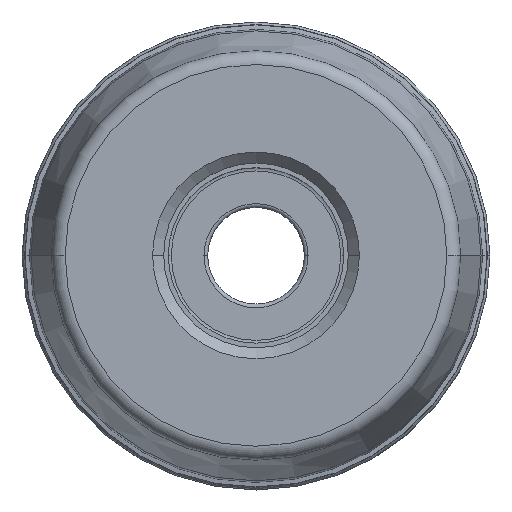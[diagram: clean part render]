
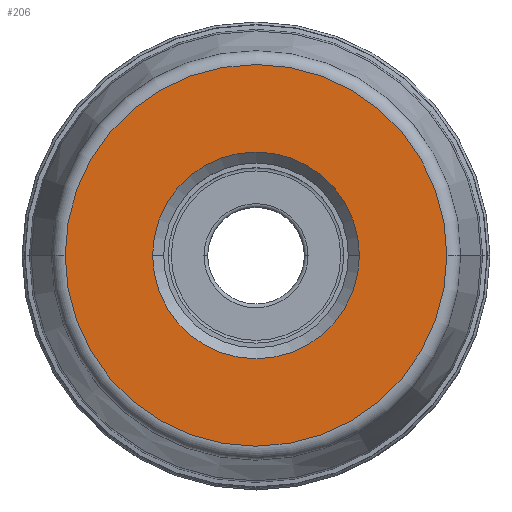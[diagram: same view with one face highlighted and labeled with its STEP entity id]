
A CAD part, top view. The second image highlights one B-rep face of the part: STEP entity #206.
In plain terms, the highlighted planar face has unit normal (0, 0, 1).
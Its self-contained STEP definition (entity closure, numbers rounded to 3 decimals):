
#28=PLANE('',#1913);
#34=FACE_BOUND('',#410,.T.);
#35=FACE_BOUND('',#411,.T.);
#206=ADVANCED_FACE('',(#34,#35),#28,.F.);
#410=EDGE_LOOP('',(#698,#699,#700,#701));
#411=EDGE_LOOP('',(#702,#703,#704,#705));
#698=ORIENTED_EDGE('',*,*,#1214,.F.);
#699=ORIENTED_EDGE('',*,*,#1212,.F.);
#700=ORIENTED_EDGE('',*,*,#1211,.T.);
#701=ORIENTED_EDGE('',*,*,#1215,.T.);
#702=ORIENTED_EDGE('',*,*,#1216,.T.);
#703=ORIENTED_EDGE('',*,*,#1217,.T.);
#704=ORIENTED_EDGE('',*,*,#1218,.T.);
#705=ORIENTED_EDGE('',*,*,#1219,.T.);
#1007=VERTEX_POINT('',#3889);
#1008=VERTEX_POINT('',#3891);
#1009=VERTEX_POINT('',#3893);
#1010=VERTEX_POINT('',#3897);
#1011=VERTEX_POINT('',#3901);
#1012=VERTEX_POINT('',#3902);
#1013=VERTEX_POINT('',#3904);
#1014=VERTEX_POINT('',#3906);
#1211=EDGE_CURVE('',#1008,#1007,#1472,.T.);
#1212=EDGE_CURVE('',#1008,#1009,#1473,.T.);
#1214=EDGE_CURVE('',#1009,#1010,#1475,.T.);
#1215=EDGE_CURVE('',#1007,#1010,#1476,.T.);
#1216=EDGE_CURVE('',#1011,#1012,#1477,.T.);
#1217=EDGE_CURVE('',#1012,#1013,#1478,.T.);
#1218=EDGE_CURVE('',#1013,#1014,#1479,.T.);
#1219=EDGE_CURVE('',#1014,#1011,#1480,.T.);
#1472=CIRCLE('',#1902,20.725);
#1473=CIRCLE('',#1903,20.725);
#1475=CIRCLE('',#1906,20.725);
#1476=CIRCLE('',#1907,20.725);
#1477=CIRCLE('',#1909,11.225);
#1478=CIRCLE('',#1910,11.225);
#1479=CIRCLE('',#1911,11.225);
#1480=CIRCLE('',#1912,11.225);
#1902=AXIS2_PLACEMENT_3D('',#3890,#2331,#2332);
#1903=AXIS2_PLACEMENT_3D('',#3892,#2333,#2334);
#1906=AXIS2_PLACEMENT_3D('',#3896,#2339,#2340);
#1907=AXIS2_PLACEMENT_3D('',#3898,#2341,#2342);
#1909=AXIS2_PLACEMENT_3D('',#3900,#2345,#2346);
#1910=AXIS2_PLACEMENT_3D('',#3903,#2347,#2348);
#1911=AXIS2_PLACEMENT_3D('',#3905,#2349,#2350);
#1912=AXIS2_PLACEMENT_3D('',#3907,#2351,#2352);
#1913=AXIS2_PLACEMENT_3D('',#3908,#2353,#2354);
#2331=DIRECTION('',(0.,0.,1.));
#2332=DIRECTION('',(1.,0.,0.));
#2333=DIRECTION('',(0.,0.,-1.));
#2334=DIRECTION('',(-1.,0.,0.));
#2339=DIRECTION('',(0.,0.,-1.));
#2340=DIRECTION('',(-1.,0.,0.));
#2341=DIRECTION('',(0.,0.,1.));
#2342=DIRECTION('',(1.,0.,0.));
#2345=DIRECTION('',(0.,0.,-1.));
#2346=DIRECTION('',(0.,-1.,0.));
#2347=DIRECTION('',(0.,0.,-1.));
#2348=DIRECTION('',(-1.,0.,0.));
#2349=DIRECTION('',(0.,0.,-1.));
#2350=DIRECTION('',(0.,1.,0.));
#2351=DIRECTION('',(0.,0.,-1.));
#2352=DIRECTION('',(1.,0.,0.));
#2353=DIRECTION('',(0.,0.,-1.));
#2354=DIRECTION('',(1.,0.,0.));
#3889=CARTESIAN_POINT('',(20.725,0.,0.));
#3890=CARTESIAN_POINT('',(0.,0.,0.));
#3891=CARTESIAN_POINT('',(20.725,-0.02,0.));
#3892=CARTESIAN_POINT('',(0.,0.,0.));
#3893=CARTESIAN_POINT('',(-20.725,0.,0.));
#3896=CARTESIAN_POINT('',(0.,0.,0.));
#3897=CARTESIAN_POINT('',(-20.725,0.02,0.));
#3898=CARTESIAN_POINT('',(0.,0.,0.));
#3900=CARTESIAN_POINT('',(0.,0.,0.));
#3901=CARTESIAN_POINT('',(0.,-11.225,0.));
#3902=CARTESIAN_POINT('',(-11.225,0.,0.));
#3903=CARTESIAN_POINT('',(0.,0.,0.));
#3904=CARTESIAN_POINT('',(0.,11.225,0.));
#3905=CARTESIAN_POINT('',(0.,0.,0.));
#3906=CARTESIAN_POINT('',(11.225,0.,0.));
#3907=CARTESIAN_POINT('',(0.,0.,0.));
#3908=CARTESIAN_POINT('',(0.,0.,0.));
